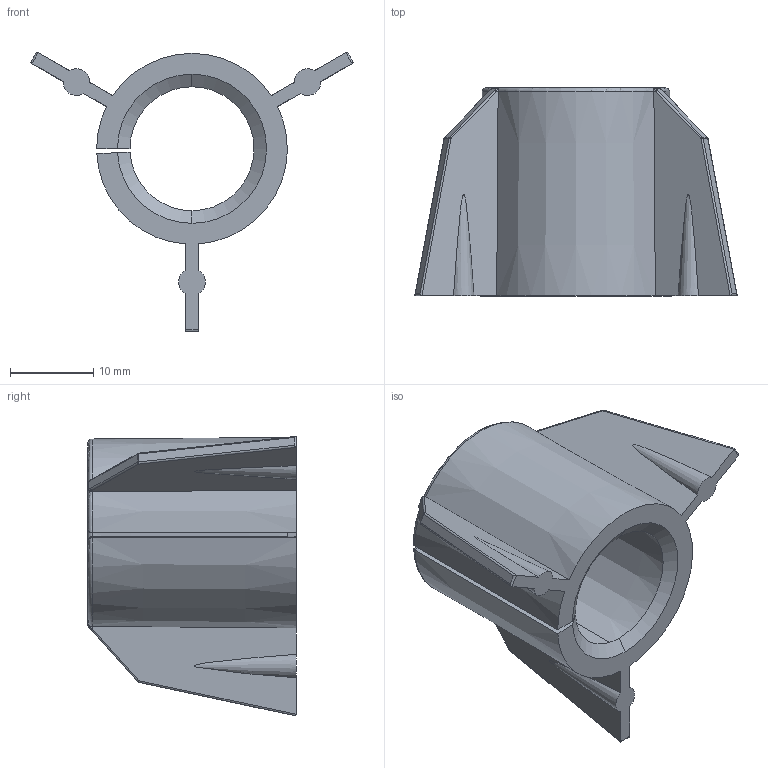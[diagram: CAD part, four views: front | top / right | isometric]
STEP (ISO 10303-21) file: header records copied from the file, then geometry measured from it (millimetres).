
FILE_DESCRIPTION (( 'STEP AP203' ), '1' );
FILE_NAME ('Fuseelleda.STEP', '2020-03-24T17:26:30', ( '' ), ( '' ), 'SwSTEP 2.0', 'SolidWorks 2020', '' );
FILE_SCHEMA (( 'CONFIG_CONTROL_DESIGN' ));
Length unit declared in the file: millimetre
Products named in the file (1): Fuseelleda
Bounding box: 38.66 x 25 x 33.52 mm (x, y, z)
Volume: 4835 mm3; surface area: 4849.6 mm2
Topology: 1 solids, 1 shells, 90 faces, 228 edges, 134 vertices
Faces by surface type: cylinder 29, plane 17, cone 16, bspline 12, torus 10, sphere 6
Entity records: 3077 total; most frequent: CARTESIAN_POINT 1017, ORIENTED_EDGE 444, DIRECTION 398, EDGE_CURVE 222, AXIS2_PLACEMENT_3D 157, VERTEX_POINT 134, ADVANCED_FACE 90, EDGE_LOOP 90
